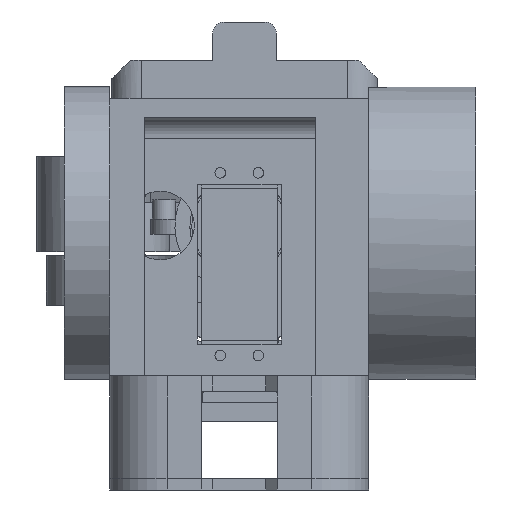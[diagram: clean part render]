
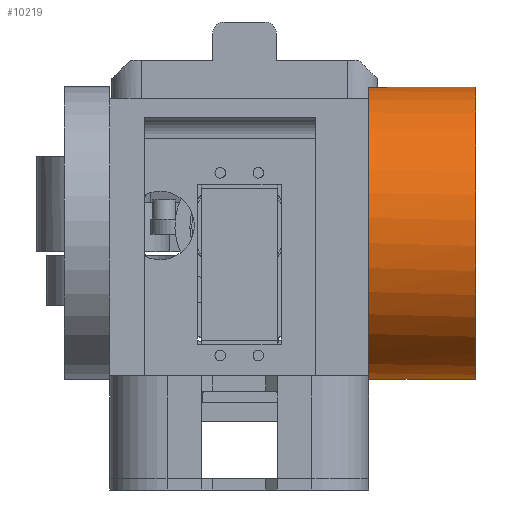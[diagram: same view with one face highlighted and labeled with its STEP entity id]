
A CAD part, left-side view. The second image highlights one B-rep face of the part: STEP entity #10219.
In plain terms, the highlighted cylindrical face has radius 38.5 mm (diameter 77 mm), a full revolution.
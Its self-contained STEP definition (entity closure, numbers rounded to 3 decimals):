
#945=FACE_OUTER_BOUND('',#1579,.T.);
#1579=EDGE_LOOP('',(#8421,#8422,#8423,#8424,#8425,#8426,#8427,#8428));
#2476=LINE('',#16871,#3402);
#2479=LINE('',#16881,#3405);
#2480=LINE('',#16884,#3406);
#3402=VECTOR('',#13286,10.);
#3405=VECTOR('',#13297,40.);
#3406=VECTOR('',#13300,10.);
#4052=CIRCLE('',#11098,38.5);
#4058=CIRCLE('',#11108,38.5);
#4059=CIRCLE('',#11109,38.5);
#4060=CIRCLE('',#11110,38.5);
#4849=VERTEX_POINT('',#16852);
#4850=VERTEX_POINT('',#16854);
#4856=VERTEX_POINT('',#16870);
#4858=VERTEX_POINT('',#16878);
#4859=VERTEX_POINT('',#16880);
#4860=VERTEX_POINT('',#16883);
#6101=EDGE_CURVE('',#4850,#4849,#4052,.T.);
#6109=EDGE_CURVE('',#4856,#4850,#2476,.T.);
#6113=EDGE_CURVE('',#4858,#4858,#4058,.F.);
#6114=EDGE_CURVE('',#4858,#4859,#2479,.T.);
#6115=EDGE_CURVE('',#4856,#4859,#4059,.T.);
#6116=EDGE_CURVE('',#4849,#4860,#2480,.T.);
#6117=EDGE_CURVE('',#4859,#4860,#4060,.T.);
#8421=ORIENTED_EDGE('',*,*,#6113,.T.);
#8422=ORIENTED_EDGE('',*,*,#6114,.T.);
#8423=ORIENTED_EDGE('',*,*,#6115,.F.);
#8424=ORIENTED_EDGE('',*,*,#6109,.T.);
#8425=ORIENTED_EDGE('',*,*,#6101,.T.);
#8426=ORIENTED_EDGE('',*,*,#6116,.T.);
#8427=ORIENTED_EDGE('',*,*,#6117,.F.);
#8428=ORIENTED_EDGE('',*,*,#6114,.F.);
#9823=CYLINDRICAL_SURFACE('',#11107,38.5);
#10219=ADVANCED_FACE('',(#945),#9823,.T.);
#11098=AXIS2_PLACEMENT_3D('',#16855,#13269,#13270);
#11107=AXIS2_PLACEMENT_3D('',#16877,#13293,#13294);
#11108=AXIS2_PLACEMENT_3D('',#16879,#13295,#13296);
#11109=AXIS2_PLACEMENT_3D('',#16882,#13298,#13299);
#11110=AXIS2_PLACEMENT_3D('',#16885,#13301,#13302);
#13269=DIRECTION('center_axis',(0.,-1.,0.));
#13270=DIRECTION('ref_axis',(-0.259,0.,-0.966));
#13286=DIRECTION('',(0.,-1.,0.));
#13293=DIRECTION('center_axis',(0.,1.,0.));
#13294=DIRECTION('ref_axis',(-0.259,0.,-0.966));
#13295=DIRECTION('center_axis',(0.,-1.,0.));
#13296=DIRECTION('ref_axis',(-0.259,0.,-0.966));
#13297=DIRECTION('',(0.,1.,0.));
#13298=DIRECTION('center_axis',(0.,1.,0.));
#13299=DIRECTION('ref_axis',(-0.259,0.,-0.966));
#13300=DIRECTION('',(0.,1.,0.));
#13301=DIRECTION('center_axis',(0.,1.,0.));
#13302=DIRECTION('ref_axis',(-0.259,0.,-0.966));
#16852=CARTESIAN_POINT('',(45.467,-260.927,-421.513));
#16854=CARTESIAN_POINT('',(39.194,-260.927,-494.513));
#16855=CARTESIAN_POINT('Origin',(30.535,-260.927,-457.));
#16870=CARTESIAN_POINT('',(39.194,-249.828,-494.513));
#16871=CARTESIAN_POINT('',(39.194,-255.927,-494.513));
#16877=CARTESIAN_POINT('Origin',(30.535,-255.927,-457.));
#16878=CARTESIAN_POINT('',(40.499,-277.927,-419.811));
#16879=CARTESIAN_POINT('Origin',(30.535,-277.927,-457.));
#16880=CARTESIAN_POINT('',(40.499,-249.828,-419.811));
#16881=CARTESIAN_POINT('',(40.499,-255.927,-419.811));
#16882=CARTESIAN_POINT('Origin',(30.535,-249.828,-457.));
#16883=CARTESIAN_POINT('',(45.467,-249.828,-421.513));
#16884=CARTESIAN_POINT('',(45.467,-255.927,-421.513));
#16885=CARTESIAN_POINT('Origin',(30.535,-249.828,-457.));
